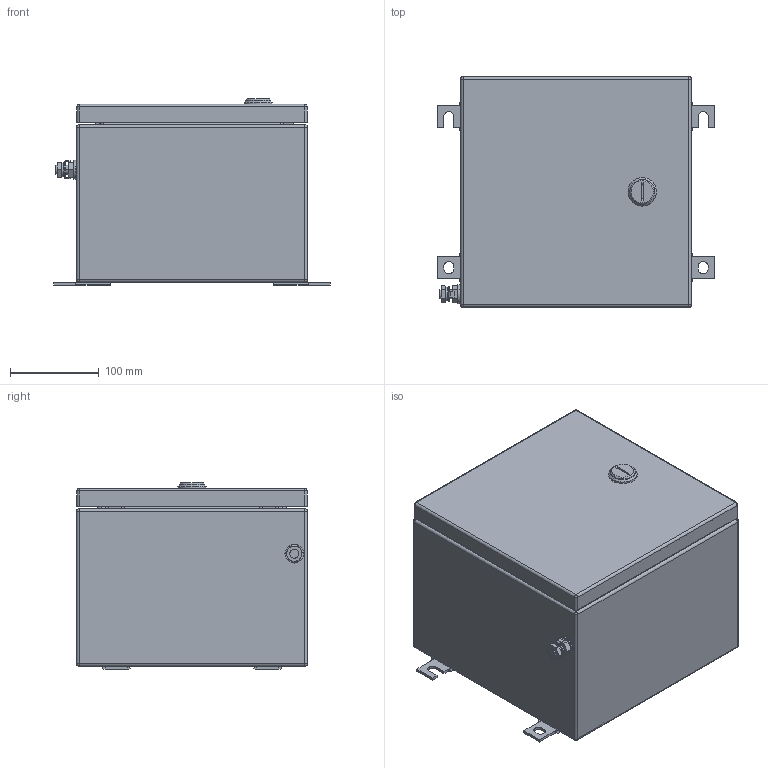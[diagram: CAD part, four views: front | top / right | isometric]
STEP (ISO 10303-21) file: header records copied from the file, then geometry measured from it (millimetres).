
FILE_DESCRIPTION(('CATIA V5 STEP Exchange','CAx-IF Rec.Pracs.--- Model Styling and Organization---1.4--- 2014-01-23'),'2;1');
FILE_NAME ('008768-7_3_1199950000_1199950000.stp','2019-09-20T12:10:43+00:00',('none'),('Weidmueller'),'CATIA Version 5-6 Release 2016 SP3 HF44','CATIA V5 STEP AP214','none');
FILE_SCHEMA(('AUTOMOTIVE_DESIGN { 1 0 10303 214 1 1 1 1 }'));
Length unit declared in the file: millimetre
Products named in the file (1): 1199950000
Bounding box: 311 x 260 x 209.8 mm (x, y, z)
Volume: 681352.9 mm3; surface area: 836458.5 mm2
Topology: 38 solids, 39 shells, 811 faces, 1890 edges, 1164 vertices
Faces by surface type: plane 389, cylinder 280, cone 92, sphere 24, torus 22, bspline 4
Entity records: 21964 total; most frequent: CARTESIAN_POINT 4507, ORIENTED_EDGE 3712, DIRECTION 2967, EDGE_CURVE 1856, AXIS2_PLACEMENT_3D 1260, VERTEX_POINT 1164, VECTOR 1083, LINE 1083
